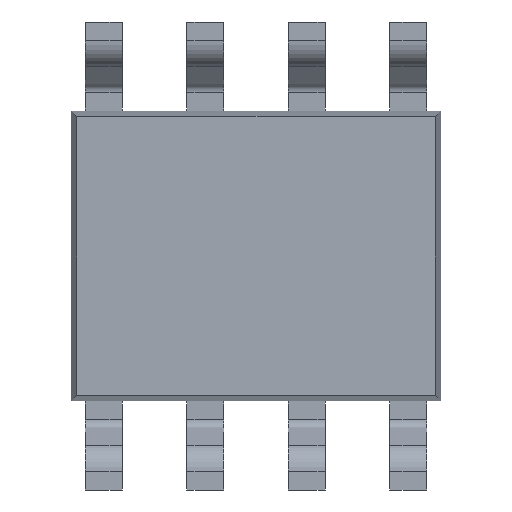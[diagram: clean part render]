
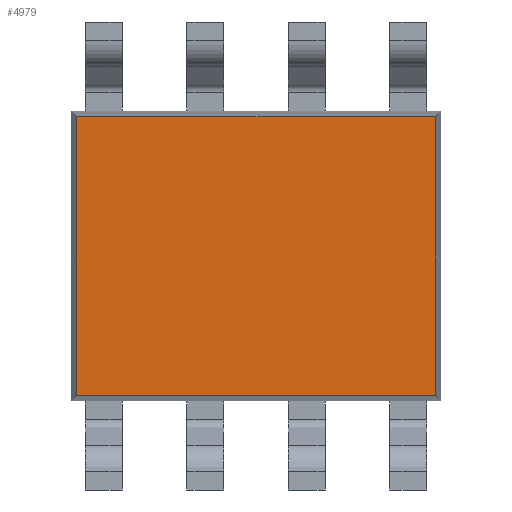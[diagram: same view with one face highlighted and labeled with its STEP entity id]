
A CAD part, front view. The second image highlights one B-rep face of the part: STEP entity #4979.
In plain terms, the highlighted planar face has unit normal (0, -1, 0).
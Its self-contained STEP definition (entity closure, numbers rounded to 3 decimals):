
#757 = CARTESIAN_POINT ( 'NONE',  ( -2.476, 0., -1.926 ) ) ;
#989 = VECTOR ( 'NONE', #11547, 1000. ) ;
#1181 = PLANE ( 'NONE',  #3380 ) ;
#1516 = LINE ( 'NONE', #10280, #5845 ) ;
#2361 = DIRECTION ( 'NONE',  ( -1., 0., 0. ) ) ;
#3380 = AXIS2_PLACEMENT_3D ( 'NONE', #5230, #3694, #3855 ) ;
#3694 = DIRECTION ( 'NONE',  ( 0., 1., 0. ) ) ;
#3855 = DIRECTION ( 'NONE',  ( 0., 0., 1. ) ) ;
#4021 = VERTEX_POINT ( 'NONE', #7116 ) ;
#4373 = VECTOR ( 'NONE', #14714, 1000. ) ;
#4979 = ADVANCED_FACE ( 'NONE', ( #8711 ), #1181, .F. ) ;
#5230 = CARTESIAN_POINT ( 'NONE',  ( 0., 0., 0. ) ) ;
#5816 = VECTOR ( 'NONE', #10737, 1000. ) ;
#5845 = VECTOR ( 'NONE', #2361, 1000. ) ;
#5942 = ORIENTED_EDGE ( 'NONE', *, *, #13059, .T. ) ;
#6215 = ORIENTED_EDGE ( 'NONE', *, *, #9355, .T. ) ;
#7025 = CARTESIAN_POINT ( 'NONE',  ( 2.476, 0., -1.926 ) ) ;
#7116 = CARTESIAN_POINT ( 'NONE',  ( -2.476, 0., 1.926 ) ) ;
#8348 = LINE ( 'NONE', #15940, #4373 ) ;
#8675 = ORIENTED_EDGE ( 'NONE', *, *, #10245, .T. ) ;
#8711 = FACE_OUTER_BOUND ( 'NONE', #9079, .T. ) ;
#9079 = EDGE_LOOP ( 'NONE', ( #8675, #6215, #5942, #11961 ) ) ;
#9338 = CARTESIAN_POINT ( 'NONE',  ( -2.476, 0., -1.926 ) ) ;
#9355 = EDGE_CURVE ( 'NONE', #10678, #11579, #8348, .T. ) ;
#10245 = EDGE_CURVE ( 'NONE', #14747, #10678, #14193, .T. ) ;
#10280 = CARTESIAN_POINT ( 'NONE',  ( -2.476, 0., 1.926 ) ) ;
#10678 = VERTEX_POINT ( 'NONE', #7025 ) ;
#10737 = DIRECTION ( 'NONE',  ( 0., 0., -1. ) ) ;
#11022 = CARTESIAN_POINT ( 'NONE',  ( 2.476, 0., 1.926 ) ) ;
#11547 = DIRECTION ( 'NONE',  ( 1., 0., 0. ) ) ;
#11579 = VERTEX_POINT ( 'NONE', #11022 ) ;
#11961 = ORIENTED_EDGE ( 'NONE', *, *, #14570, .T. ) ;
#13059 = EDGE_CURVE ( 'NONE', #11579, #4021, #1516, .T. ) ;
#13486 = LINE ( 'NONE', #757, #5816 ) ;
#14193 = LINE ( 'NONE', #15415, #989 ) ;
#14570 = EDGE_CURVE ( 'NONE', #4021, #14747, #13486, .T. ) ;
#14714 = DIRECTION ( 'NONE',  ( 0., 0., 1. ) ) ;
#14747 = VERTEX_POINT ( 'NONE', #9338 ) ;
#15415 = CARTESIAN_POINT ( 'NONE',  ( 2.476, 0., -1.926 ) ) ;
#15940 = CARTESIAN_POINT ( 'NONE',  ( 2.476, 0., 1.926 ) ) ;
